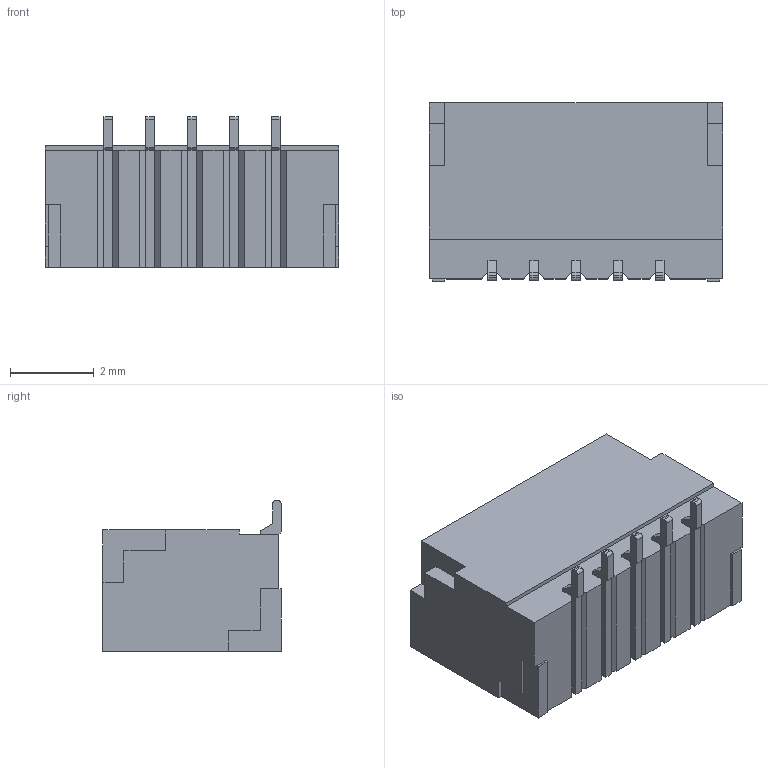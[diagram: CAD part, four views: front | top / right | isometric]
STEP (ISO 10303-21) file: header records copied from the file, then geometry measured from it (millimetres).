
FILE_DESCRIPTION (( 'STEP AP214' ), '1' );
FILE_NAME ('User Library-JST - BM05B-SRSS-TB (SH SERIES - 1.0mm PITCH WIRE-TO-BOARD, SMT).STEP', '2020-06-30T09:17:00', ( '' ), ( '' ), 'SwSTEP 2.0', 'SolidWorks 2020', '' );
FILE_SCHEMA (( 'AUTOMOTIVE_DESIGN' ));
Length unit declared in the file: millimetre
Products named in the file (1): User Library-JST - BM05B-SRSS-TB (SH SERIES - 1.0mm PITCH WIRE-TO-BOARD, SMT)
Bounding box: 7 x 4.25 x 3.6 mm (x, y, z)
Volume: 47.2 mm3; surface area: 248.3 mm2
Topology: 12 solids, 12 shells, 325 faces, 823 edges, 514 vertices
Faces by surface type: plane 247, cylinder 58, sphere 20
Entity records: 10247 total; most frequent: CARTESIAN_POINT 1763, ORIENTED_EDGE 1606, DIRECTION 1511, EDGE_CURVE 803, VECTOR 667, LINE 667, VERTEX_POINT 514, AXIS2_PLACEMENT_3D 422
